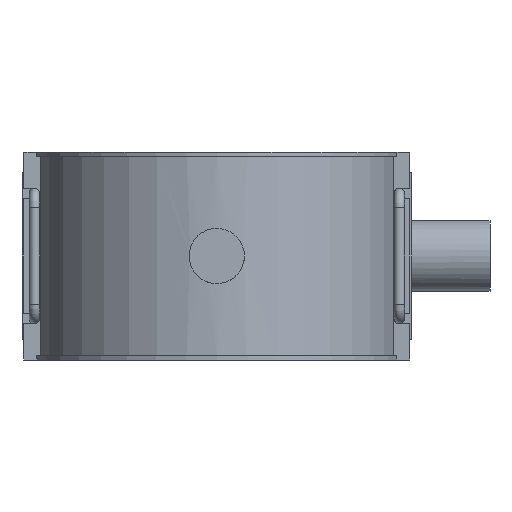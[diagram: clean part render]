
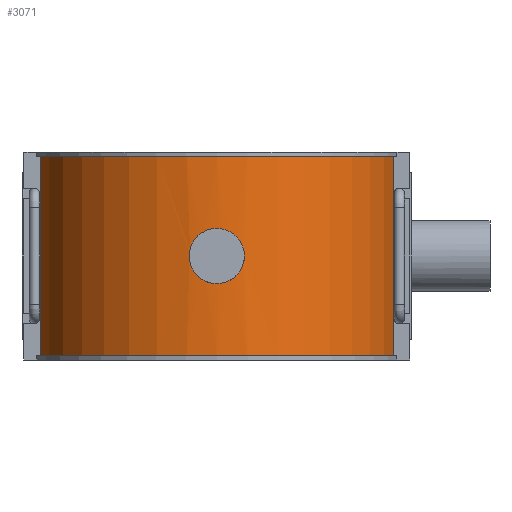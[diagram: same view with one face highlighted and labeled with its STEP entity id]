
A CAD part, front view. The second image highlights one B-rep face of the part: STEP entity #3071.
In plain terms, the highlighted cylindrical face has radius 102.6 mm (diameter 205.2 mm), a partial arc.
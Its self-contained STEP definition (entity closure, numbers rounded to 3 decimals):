
#108=LINE('',#5194,#387);
#143=LINE('',#5472,#422);
#387=VECTOR('',#3722,113.28);
#422=VECTOR('',#3799,113.28);
#745=CIRCLE('',#3280,102.6);
#753=CIRCLE('',#3294,102.6);
#826=FACE_BOUND('',#1120,.T.);
#924=FACE_OUTER_BOUND('',#1119,.T.);
#1119=EDGE_LOOP('',(#2372,#2373,#2374,#2375));
#1120=EDGE_LOOP('',(#2376));
#1290=B_SPLINE_CURVE_WITH_KNOTS('',3,(#4962,#4963,#4964,#4965,#4966,#4967,
#4968,#4969,#4970,#4971,#4972,#4973,#4974,#4975,#4976,#4977,#4978,#4979,
#4980,#4981,#4982,#4983,#4984,#4985,#4986,#4987,#4988,#4989,#4990,#4991,
#4992,#4993,#4994,#4995,#4996,#4997,#4998,#4999,#5000,#5001,#5002,#5003,
#5004,#5005,#5006,#5007,#5008,#5009,#5010,#5011,#5012,#5013,#5014,#5015,
#5016,#5017,#5018,#5019,#5020,#5021,#5022,#5023,#5024,#5025,#5026,#5027),
 .UNSPECIFIED.,.T.,.F.,(4,2,2,2,2,2,2,2,2,2,2,2,2,2,2,2,2,2,2,2,2,2,2,2,
2,2,2,2,2,2,2,2,4),(0.,0.296,0.592,0.887,
1.183,1.479,1.775,2.071,2.367,
2.662,2.958,3.254,3.55,3.846,
4.141,4.437,4.733,5.029,5.325,
5.621,5.916,6.212,6.508,6.804,
7.1,7.396,7.691,7.987,8.283,
8.579,8.875,9.17,9.466),
 .UNSPECIFIED.);
#1398=VERTEX_POINT('',#4961);
#1410=VERTEX_POINT('',#5179);
#1411=VERTEX_POINT('',#5181);
#1415=VERTEX_POINT('',#5193);
#1436=VERTEX_POINT('',#5264);
#1729=EDGE_CURVE('',#1398,#1398,#1290,.T.);
#1745=EDGE_CURVE('',#1410,#1411,#745,.T.);
#1750=EDGE_CURVE('',#1410,#1415,#108,.T.);
#1774=EDGE_CURVE('',#1436,#1415,#753,.T.);
#1809=EDGE_CURVE('',#1411,#1436,#143,.T.);
#2372=ORIENTED_EDGE('',*,*,#1745,.T.);
#2373=ORIENTED_EDGE('',*,*,#1809,.T.);
#2374=ORIENTED_EDGE('',*,*,#1774,.T.);
#2375=ORIENTED_EDGE('',*,*,#1750,.F.);
#2376=ORIENTED_EDGE('',*,*,#1729,.T.);
#2984=CYLINDRICAL_SURFACE('',#3304,102.6);
#3071=ADVANCED_FACE('',(#924,#826),#2984,.T.);
#3280=AXIS2_PLACEMENT_3D('',#5183,#3712,#3713);
#3294=AXIS2_PLACEMENT_3D('',#5265,#3759,#3760);
#3304=AXIS2_PLACEMENT_3D('',#5473,#3800,#3801);
#3712=DIRECTION('center_axis',(0.,0.,1.));
#3713=DIRECTION('ref_axis',(1.,0.,0.));
#3722=DIRECTION('',(0.,0.,1.));
#3759=DIRECTION('center_axis',(0.,0.,-1.));
#3760=DIRECTION('ref_axis',(1.,0.,0.));
#3799=DIRECTION('',(0.,0.,1.));
#3800=DIRECTION('center_axis',(0.,0.,1.));
#3801=DIRECTION('ref_axis',(1.,0.,0.));
#4961=CARTESIAN_POINT('',(15.68,-101.395,0.));
#4962=CARTESIAN_POINT('Ctrl Pts',(15.68,-101.395,0.));
#4963=CARTESIAN_POINT('Ctrl Pts',(15.68,-101.395,-0.986));
#4964=CARTESIAN_POINT('Ctrl Pts',(15.585,-101.41,-2.005));
#4965=CARTESIAN_POINT('Ctrl Pts',(15.188,-101.47,-4.032));
#4966=CARTESIAN_POINT('Ctrl Pts',(14.885,-101.515,-5.039));
#4967=CARTESIAN_POINT('Ctrl Pts',(14.084,-101.629,-6.97));
#4968=CARTESIAN_POINT('Ctrl Pts',(13.586,-101.698,-7.896));
#4969=CARTESIAN_POINT('Ctrl Pts',(12.435,-101.845,-9.607));
#4970=CARTESIAN_POINT('Ctrl Pts',(11.783,-101.924,-10.392));
#4971=CARTESIAN_POINT('Ctrl Pts',(10.392,-102.075,-11.783));
#4972=CARTESIAN_POINT('Ctrl Pts',(9.607,-102.153,-12.435));
#4973=CARTESIAN_POINT('Ctrl Pts',(7.896,-102.299,-13.586));
#4974=CARTESIAN_POINT('Ctrl Pts',(6.97,-102.368,-14.084));
#4975=CARTESIAN_POINT('Ctrl Pts',(5.039,-102.481,-14.885));
#4976=CARTESIAN_POINT('Ctrl Pts',(4.032,-102.526,-15.188));
#4977=CARTESIAN_POINT('Ctrl Pts',(2.005,-102.585,-15.585));
#4978=CARTESIAN_POINT('Ctrl Pts',(0.986,-102.6,-15.68));
#4979=CARTESIAN_POINT('Ctrl Pts',(-0.986,-102.6,-15.68));
#4980=CARTESIAN_POINT('Ctrl Pts',(-2.005,-102.585,-15.585));
#4981=CARTESIAN_POINT('Ctrl Pts',(-4.032,-102.526,-15.188));
#4982=CARTESIAN_POINT('Ctrl Pts',(-5.039,-102.481,-14.885));
#4983=CARTESIAN_POINT('Ctrl Pts',(-6.97,-102.368,-14.084));
#4984=CARTESIAN_POINT('Ctrl Pts',(-7.896,-102.299,-13.586));
#4985=CARTESIAN_POINT('Ctrl Pts',(-9.607,-102.153,-12.435));
#4986=CARTESIAN_POINT('Ctrl Pts',(-10.392,-102.075,-11.783));
#4987=CARTESIAN_POINT('Ctrl Pts',(-11.783,-101.924,-10.392));
#4988=CARTESIAN_POINT('Ctrl Pts',(-12.435,-101.845,-9.607));
#4989=CARTESIAN_POINT('Ctrl Pts',(-13.586,-101.698,-7.896));
#4990=CARTESIAN_POINT('Ctrl Pts',(-14.084,-101.629,-6.97));
#4991=CARTESIAN_POINT('Ctrl Pts',(-14.885,-101.515,-5.039));
#4992=CARTESIAN_POINT('Ctrl Pts',(-15.188,-101.47,-4.032));
#4993=CARTESIAN_POINT('Ctrl Pts',(-15.585,-101.41,-2.005));
#4994=CARTESIAN_POINT('Ctrl Pts',(-15.68,-101.395,-0.986));
#4995=CARTESIAN_POINT('Ctrl Pts',(-15.68,-101.395,0.986));
#4996=CARTESIAN_POINT('Ctrl Pts',(-15.585,-101.41,2.005));
#4997=CARTESIAN_POINT('Ctrl Pts',(-15.188,-101.47,4.032));
#4998=CARTESIAN_POINT('Ctrl Pts',(-14.885,-101.515,5.039));
#4999=CARTESIAN_POINT('Ctrl Pts',(-14.084,-101.629,6.97));
#5000=CARTESIAN_POINT('Ctrl Pts',(-13.586,-101.698,7.896));
#5001=CARTESIAN_POINT('Ctrl Pts',(-12.435,-101.845,9.607));
#5002=CARTESIAN_POINT('Ctrl Pts',(-11.783,-101.924,10.392));
#5003=CARTESIAN_POINT('Ctrl Pts',(-10.392,-102.075,11.783));
#5004=CARTESIAN_POINT('Ctrl Pts',(-9.607,-102.153,12.435));
#5005=CARTESIAN_POINT('Ctrl Pts',(-7.896,-102.299,13.586));
#5006=CARTESIAN_POINT('Ctrl Pts',(-6.97,-102.368,14.084));
#5007=CARTESIAN_POINT('Ctrl Pts',(-5.039,-102.481,14.885));
#5008=CARTESIAN_POINT('Ctrl Pts',(-4.032,-102.526,15.188));
#5009=CARTESIAN_POINT('Ctrl Pts',(-2.005,-102.585,15.585));
#5010=CARTESIAN_POINT('Ctrl Pts',(-0.986,-102.6,15.68));
#5011=CARTESIAN_POINT('Ctrl Pts',(0.986,-102.6,15.68));
#5012=CARTESIAN_POINT('Ctrl Pts',(2.005,-102.585,15.585));
#5013=CARTESIAN_POINT('Ctrl Pts',(4.032,-102.526,15.188));
#5014=CARTESIAN_POINT('Ctrl Pts',(5.039,-102.481,14.885));
#5015=CARTESIAN_POINT('Ctrl Pts',(6.97,-102.368,14.084));
#5016=CARTESIAN_POINT('Ctrl Pts',(7.896,-102.299,13.586));
#5017=CARTESIAN_POINT('Ctrl Pts',(9.607,-102.153,12.435));
#5018=CARTESIAN_POINT('Ctrl Pts',(10.392,-102.075,11.783));
#5019=CARTESIAN_POINT('Ctrl Pts',(11.783,-101.924,10.392));
#5020=CARTESIAN_POINT('Ctrl Pts',(12.435,-101.845,9.607));
#5021=CARTESIAN_POINT('Ctrl Pts',(13.586,-101.698,7.896));
#5022=CARTESIAN_POINT('Ctrl Pts',(14.084,-101.629,6.97));
#5023=CARTESIAN_POINT('Ctrl Pts',(14.885,-101.515,5.039));
#5024=CARTESIAN_POINT('Ctrl Pts',(15.188,-101.47,4.032));
#5025=CARTESIAN_POINT('Ctrl Pts',(15.585,-101.41,2.005));
#5026=CARTESIAN_POINT('Ctrl Pts',(15.68,-101.395,0.986));
#5027=CARTESIAN_POINT('Ctrl Pts',(15.68,-101.395,0.));
#5179=CARTESIAN_POINT('',(-100.102,-22.5,-56.64));
#5181=CARTESIAN_POINT('',(100.102,-22.5,-56.64));
#5183=CARTESIAN_POINT('Origin',(0.,0.,-56.64));
#5193=CARTESIAN_POINT('',(-100.102,-22.5,56.64));
#5194=CARTESIAN_POINT('',(-100.102,-22.5,0.));
#5264=CARTESIAN_POINT('',(100.102,-22.5,56.64));
#5265=CARTESIAN_POINT('Origin',(0.,0.,56.64));
#5472=CARTESIAN_POINT('',(100.102,-22.5,0.));
#5473=CARTESIAN_POINT('Origin',(0.,0.,0.));
